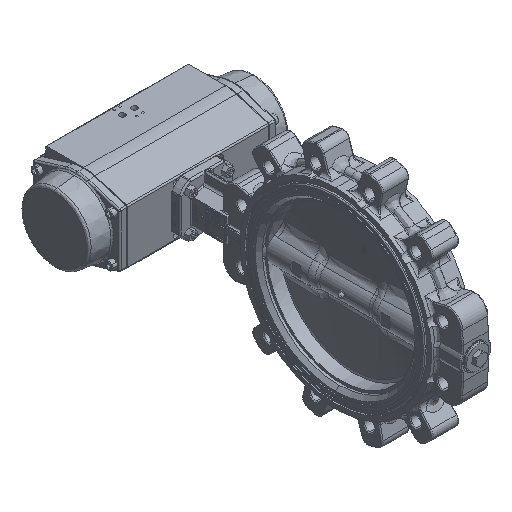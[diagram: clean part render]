
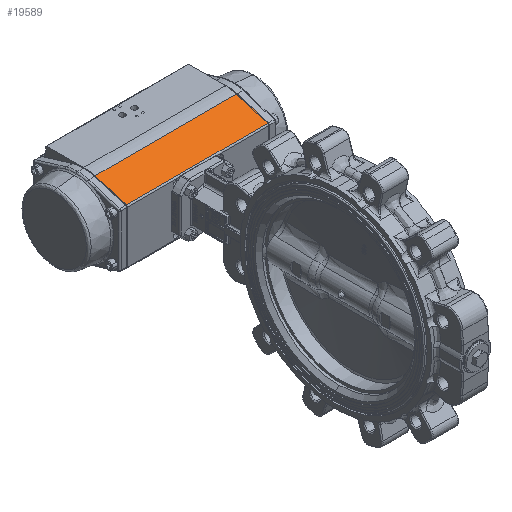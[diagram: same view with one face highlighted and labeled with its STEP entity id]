
A CAD part, isometric view. The second image highlights one B-rep face of the part: STEP entity #19589.
In plain terms, the highlighted planar face has unit normal (0, 0.288, -0.958).
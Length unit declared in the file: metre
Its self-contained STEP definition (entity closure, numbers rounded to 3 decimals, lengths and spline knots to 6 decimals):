
#4754 = VECTOR ( 'NONE', #14475, 1. ) ;
#6641 = AXIS2_PLACEMENT_3D ( 'NONE', #62138, #46362, #92665 ) ;
#7272 = LINE ( 'NONE', #16411, #24659 ) ;
#14475 = DIRECTION ( 'NONE',  ( 1., 0., 0. ) ) ;
#16411 = CARTESIAN_POINT ( 'NONE',  ( 0.088868, 0.187567, 0.643262 ) ) ;
#19589 = ADVANCED_FACE ( 'NONE', ( #76927 ), #68249, .T. ) ;
#23840 = VECTOR ( 'NONE', #41651, 1. ) ;
#24546 = CARTESIAN_POINT ( 'NONE',  ( -0.191132, 0.187567, 0.643262 ) ) ;
#24659 = VECTOR ( 'NONE', #39311, 1. ) ;
#31494 = EDGE_LOOP ( 'NONE', ( #42700, #60251, #62090, #91987 ) ) ;
#32553 = VERTEX_POINT ( 'NONE', #37361 ) ;
#32943 = LINE ( 'NONE', #49205, #96356 ) ;
#32950 = EDGE_CURVE ( 'NONE', #34782, #71977, #66534, .T. ) ;
#34782 = VERTEX_POINT ( 'NONE', #79857 ) ;
#36870 = CARTESIAN_POINT ( 'NONE',  ( -0.191132, 0.249545, 0.6619 ) ) ;
#37361 = CARTESIAN_POINT ( 'NONE',  ( -0.191132, 0.249545, 0.6619 ) ) ;
#39311 = DIRECTION ( 'NONE',  ( 0., -0.958, -0.288 ) ) ;
#40308 = EDGE_CURVE ( 'NONE', #32553, #72477, #62293, .T. ) ;
#41651 = DIRECTION ( 'NONE',  ( -1., 0., 0. ) ) ;
#42700 = ORIENTED_EDGE ( 'NONE', *, *, #40308, .T. ) ;
#46362 = DIRECTION ( 'NONE',  ( 0., 0.288, -0.958 ) ) ;
#49205 = CARTESIAN_POINT ( 'NONE',  ( -0.191132, 0.187567, 0.643262 ) ) ;
#59408 = CARTESIAN_POINT ( 'NONE',  ( -0.191132, 0.187567, 0.643262 ) ) ;
#60251 = ORIENTED_EDGE ( 'NONE', *, *, #93401, .T. ) ;
#62090 = ORIENTED_EDGE ( 'NONE', *, *, #32950, .T. ) ;
#62138 = CARTESIAN_POINT ( 'NONE',  ( -0.191132, 0.187567, 0.643262 ) ) ;
#62293 = LINE ( 'NONE', #36870, #4754 ) ;
#66534 = LINE ( 'NONE', #59408, #23840 ) ;
#68249 = PLANE ( 'NONE',  #6641 ) ;
#71130 = DIRECTION ( 'NONE',  ( 0., 0.958, 0.288 ) ) ;
#71977 = VERTEX_POINT ( 'NONE', #24546 ) ;
#72477 = VERTEX_POINT ( 'NONE', #78267 ) ;
#76927 = FACE_OUTER_BOUND ( 'NONE', #31494, .T. ) ;
#78267 = CARTESIAN_POINT ( 'NONE',  ( 0.088868, 0.249545, 0.6619 ) ) ;
#79857 = CARTESIAN_POINT ( 'NONE',  ( 0.088868, 0.187567, 0.643262 ) ) ;
#91987 = ORIENTED_EDGE ( 'NONE', *, *, #95223, .T. ) ;
#92665 = DIRECTION ( 'NONE',  ( 0., -0.958, -0.288 ) ) ;
#93401 = EDGE_CURVE ( 'NONE', #72477, #34782, #7272, .T. ) ;
#95223 = EDGE_CURVE ( 'NONE', #71977, #32553, #32943, .T. ) ;
#96356 = VECTOR ( 'NONE', #71130, 1. ) ;
